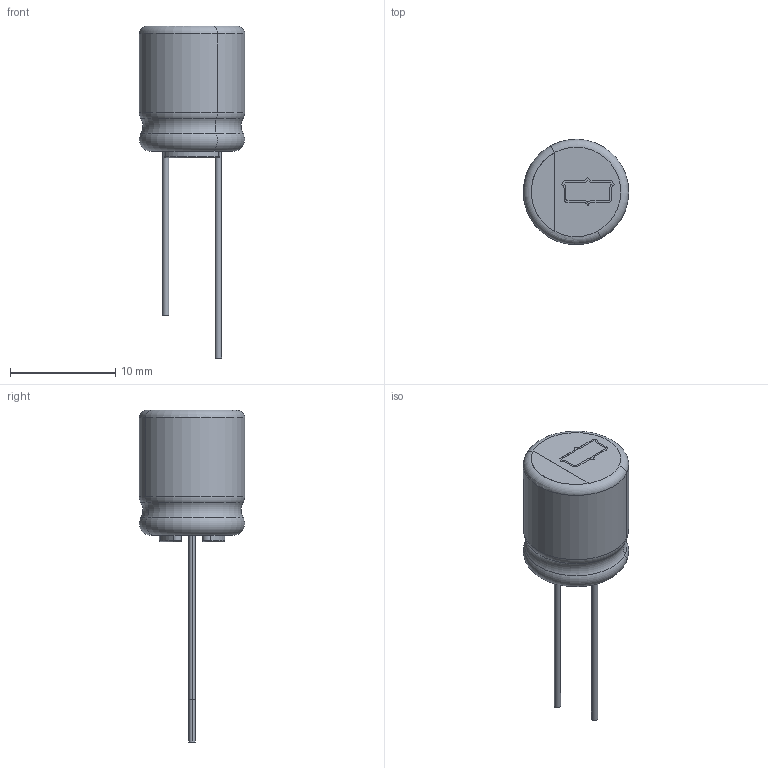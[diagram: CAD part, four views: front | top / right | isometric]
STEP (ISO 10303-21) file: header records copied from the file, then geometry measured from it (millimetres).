
FILE_DESCRIPTION(('CATIA V5 STEP Exchange','CAx-IF Rec.Pracs.--- Model Styling and Organization---1.4--- 2014-01-23','CAx-IF Rec.Pracs.---3D Tessellated Data Validation Properties---0.5---2014-09-14'),'2;1');
FILE_NAME('H-LEAD_D10_L12.5__GAS-ESCAPE-RUBBER_COATED-CASE_STRUCTURE.stp','2021-01-15T08:42:37+00:00',('none'),('none'),'CATIA Version 5-6 Release 2016 SP6','CATIA V5 STEP AP242','none');
FILE_SCHEMA(('AP242_MANAGED_MODEL_BASED_3D_ENGINEERING_MIM_LF {1 0 10303 442 1 1 4}'));
Length unit declared in the file: millimetre
Products named in the file (4): H-LEAD_D10_L12.5__GAS-ESCAPE-RUBBER_COATED-CASE_STRUCTURE; H-LEAD_D10_TERMINAL+; H-LEAD_D10_TERMINAL-; H-LEAD_D10_L12.5_ELEMENT
Assembly tree (3 placements, depth 2):
  H-LEAD_D10_L12.5__GAS-ESCAPE-RUBBER_COATED-CASE_STRUCTURE
    H-LEAD_D10_TERMINAL+
    H-LEAD_D10_TERMINAL-
    H-LEAD_D10_L12.5_ELEMENT
Bounding box: 10 x 10 x 31.5 mm (x, y, z)
Volume: 924.9 mm3; surface area: 606.4 mm2
Topology: 3 solids, 3 shells, 86 faces, 202 edges, 129 vertices
Faces by surface type: plane 38, cylinder 34, torus 14
Entity records: 2470 total; most frequent: ORIENTED_EDGE 404, CARTESIAN_POINT 403, DIRECTION 346, EDGE_CURVE 202, AXIS2_PLACEMENT_3D 168, VERTEX_POINT 129, VECTOR 106, LINE 106
